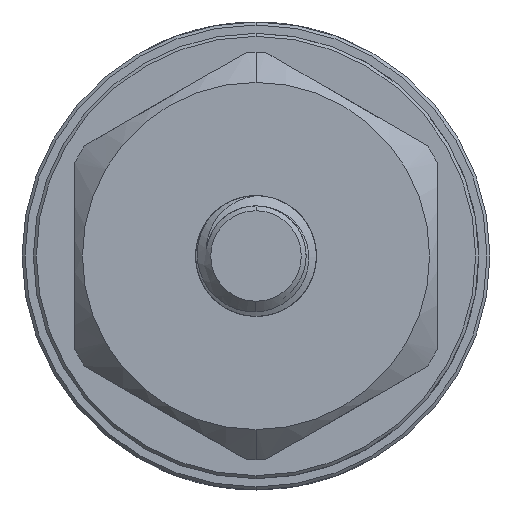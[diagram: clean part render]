
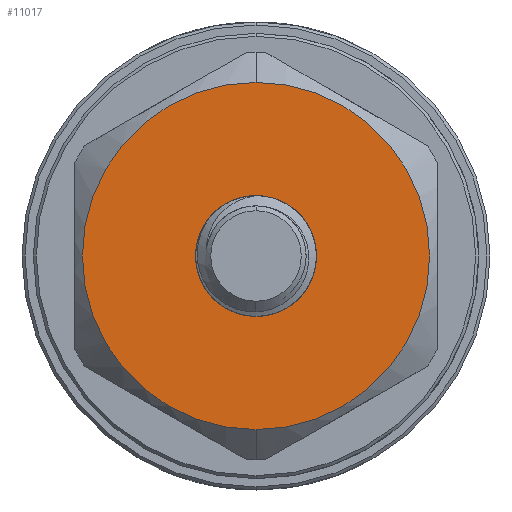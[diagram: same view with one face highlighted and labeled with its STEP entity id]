
A CAD part, front view. The second image highlights one B-rep face of the part: STEP entity #11017.
In plain terms, the highlighted planar face has unit normal (0, -1, 0).
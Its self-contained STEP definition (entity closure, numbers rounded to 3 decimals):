
#3714=CARTESIAN_POINT('',(0.,-22.35,0.));
#3715=DIRECTION('',(0.,-1.,0.));
#3716=DIRECTION('',(0.,0.,-1.));
#3717=AXIS2_PLACEMENT_3D('',#3714,#3715,#3716);
#3722=CARTESIAN_POINT('',(0.,-22.35,0.));
#3723=DIRECTION('',(0.,-1.,0.));
#3724=DIRECTION('',(0.,0.,1.));
#3725=AXIS2_PLACEMENT_3D('',#3722,#3723,#3724);
#3730=CARTESIAN_POINT('',(0.,-22.35,0.));
#3731=DIRECTION('',(0.,1.,0.));
#3732=DIRECTION('',(0.,0.,-1.));
#3733=AXIS2_PLACEMENT_3D('',#3730,#3731,#3732);
#3738=CARTESIAN_POINT('',(0.,-22.35,0.));
#3739=DIRECTION('',(0.,1.,0.));
#3740=DIRECTION('',(0.,0.,1.));
#3741=AXIS2_PLACEMENT_3D('',#3738,#3739,#3740);
#8981=CARTESIAN_POINT('',(0.,-22.35,-11.5));
#8983=VERTEX_POINT('',#8981);
#8985=CARTESIAN_POINT('',(0.,-22.35,11.5));
#8987=VERTEX_POINT('',#8985);
#9009=CARTESIAN_POINT('',(0.,-22.35,-3.65));
#9010=VERTEX_POINT('',#9009);
#9011=CARTESIAN_POINT('',(0.,-22.35,3.65));
#9012=VERTEX_POINT('',#9011);
#11002=CARTESIAN_POINT('',(14.75,-22.35,0.));
#11003=DIRECTION('',(0.,-1.,0.));
#11004=DIRECTION('',(0.,0.,-1.));
#11005=AXIS2_PLACEMENT_3D('',#11002,#11003,#11004);
#11006=PLANE('',#11005);
#11007=ORIENTED_EDGE('',*,*,#10985,.F.);
#11008=ORIENTED_EDGE('',*,*,#10895,.F.);
#11009=EDGE_LOOP('',(#11007,#11008));
#11010=FACE_OUTER_BOUND('',#11009,.F.);
#11012=ORIENTED_EDGE('',*,*,#11011,.F.);
#11014=ORIENTED_EDGE('',*,*,#11013,.F.);
#11015=EDGE_LOOP('',(#11012,#11014));
#11016=FACE_BOUND('',#11015,.F.);
#11017=ADVANCED_FACE('',(#11010,#11016),#11006,.T.);
#3718=CIRCLE('',#3717,11.5);
#3726=CIRCLE('',#3725,11.5);
#3734=CIRCLE('',#3733,3.65);
#3742=CIRCLE('',#3741,3.65);
#10895=EDGE_CURVE('',#8987,#8983,#3726,.T.);
#10985=EDGE_CURVE('',#8983,#8987,#3718,.T.);
#11011=EDGE_CURVE('',#9010,#9012,#3734,.T.);
#11013=EDGE_CURVE('',#9012,#9010,#3742,.T.);
